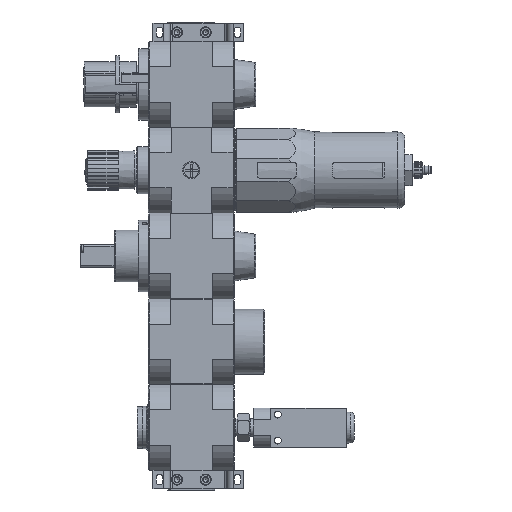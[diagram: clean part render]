
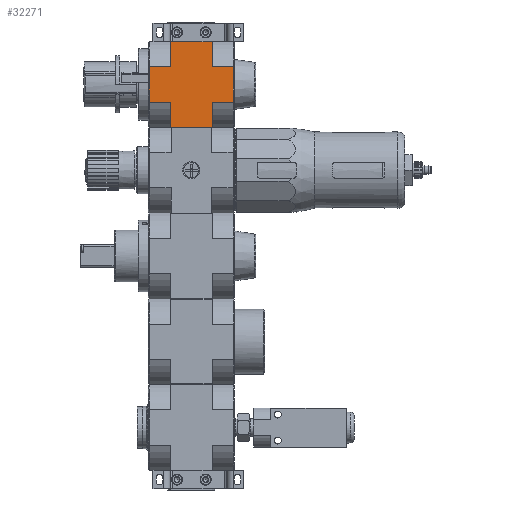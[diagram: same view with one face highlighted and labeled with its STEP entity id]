
A CAD part, left-side view. The second image highlights one B-rep face of the part: STEP entity #32271.
In plain terms, the highlighted face is planar.
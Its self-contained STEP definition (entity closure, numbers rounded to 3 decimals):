
#4599=ORIENTED_EDGE('',*,*,#13381,.T.);
#4600=ORIENTED_EDGE('',*,*,#13382,.F.);
#4601=ORIENTED_EDGE('',*,*,#13383,.T.);
#4602=ORIENTED_EDGE('',*,*,#13365,.T.);
#4603=ORIENTED_EDGE('',*,*,#13384,.F.);
#4604=ORIENTED_EDGE('',*,*,#13385,.F.);
#4605=ORIENTED_EDGE('',*,*,#13386,.F.);
#4606=ORIENTED_EDGE('',*,*,#13387,.F.);
#4607=ORIENTED_EDGE('',*,*,#13388,.F.);
#4608=ORIENTED_EDGE('',*,*,#13373,.T.);
#4609=ORIENTED_EDGE('',*,*,#13389,.T.);
#4610=ORIENTED_EDGE('',*,*,#13390,.F.);
#13365=EDGE_CURVE('',#17815,#17814,#20775,.T.);
#13373=EDGE_CURVE('',#17822,#17821,#20780,.T.);
#13381=EDGE_CURVE('',#17828,#17829,#20788,.T.);
#13382=EDGE_CURVE('',#17830,#17829,#20789,.F.);
#13383=EDGE_CURVE('',#17830,#17815,#20790,.T.);
#13384=EDGE_CURVE('',#17831,#17814,#20791,.T.);
#13385=EDGE_CURVE('',#17832,#17831,#20792,.F.);
#13386=EDGE_CURVE('',#17833,#17832,#20793,.T.);
#13387=EDGE_CURVE('',#17834,#17833,#20794,.T.);
#13388=EDGE_CURVE('',#17822,#17834,#20795,.T.);
#13389=EDGE_CURVE('',#17821,#17835,#20796,.T.);
#13390=EDGE_CURVE('',#17828,#17835,#20797,.T.);
#17814=VERTEX_POINT('',#61452);
#17815=VERTEX_POINT('',#61454);
#17821=VERTEX_POINT('',#61468);
#17822=VERTEX_POINT('',#61470);
#17828=VERTEX_POINT('',#61485);
#17829=VERTEX_POINT('',#61486);
#17830=VERTEX_POINT('',#61488);
#17831=VERTEX_POINT('',#61491);
#17832=VERTEX_POINT('',#61493);
#17833=VERTEX_POINT('',#61495);
#17834=VERTEX_POINT('',#61497);
#17835=VERTEX_POINT('',#61500);
#20775=LINE('',#61453,#23364);
#20780=LINE('',#61469,#23369);
#20788=LINE('',#61484,#23377);
#20789=LINE('',#61487,#23378);
#20790=LINE('',#61489,#23379);
#20791=LINE('',#61490,#23380);
#20792=LINE('',#61492,#23381);
#20793=LINE('',#61494,#23382);
#20794=LINE('',#61496,#23383);
#20795=LINE('',#61498,#23384);
#20796=LINE('',#61499,#23385);
#20797=LINE('',#61501,#23386);
#23364=VECTOR('',#51164,1000.);
#23369=VECTOR('',#51177,1000.);
#23377=VECTOR('',#51187,1000.);
#23378=VECTOR('',#51188,1000.);
#23379=VECTOR('',#51189,1000.);
#23380=VECTOR('',#51190,1000.);
#23381=VECTOR('',#51191,1000.);
#23382=VECTOR('',#51192,1000.);
#23383=VECTOR('',#51193,1000.);
#23384=VECTOR('',#51194,1000.);
#23385=VECTOR('',#51195,1000.);
#23386=VECTOR('',#51196,1000.);
#25912=EDGE_LOOP('',(#4599,#4600,#4601,#4602,#4603,#4604,#4605,#4606,#4607,
#4608,#4609,#4610));
#28545=FACE_BOUND('',#25912,.T.);
#30947=PLANE('',#46247);
#32271=ADVANCED_FACE('',(#28545),#30947,.T.);
#46247=AXIS2_PLACEMENT_3D('',#61483,#51185,#51186);
#51164=DIRECTION('',(0.,-1.,0.));
#51177=DIRECTION('',(0.,1.,0.));
#51185=DIRECTION('',(0.,0.,1.));
#51186=DIRECTION('',(1.,0.,0.));
#51187=DIRECTION('',(-1.,0.,0.));
#51188=DIRECTION('',(0.,-1.,0.));
#51189=DIRECTION('',(-1.,0.,0.));
#51190=DIRECTION('',(-1.,0.,0.));
#51191=DIRECTION('',(0.,-1.,0.));
#51192=DIRECTION('',(-1.,0.,0.));
#51193=DIRECTION('',(0.,-1.,0.));
#51194=DIRECTION('',(-1.,0.,0.));
#51195=DIRECTION('',(-1.,0.,0.));
#51196=DIRECTION('',(0.,-1.,0.));
#61452=CARTESIAN_POINT('',(-33.,-16.,33.));
#61453=CARTESIAN_POINT('',(-33.,32.2,33.));
#61454=CARTESIAN_POINT('',(-33.,16.,33.));
#61468=CARTESIAN_POINT('',(33.,16.,33.));
#61469=CARTESIAN_POINT('',(33.,-32.2,33.));
#61470=CARTESIAN_POINT('',(33.,-16.,33.));
#61483=CARTESIAN_POINT('',(0.,0.,33.));
#61484=CARTESIAN_POINT('',(33.,32.2,33.));
#61485=CARTESIAN_POINT('',(13.75,32.2,33.));
#61486=CARTESIAN_POINT('',(-13.75,32.2,33.));
#61487=CARTESIAN_POINT('',(-13.75,50.,33.));
#61488=CARTESIAN_POINT('',(-13.75,16.,33.));
#61489=CARTESIAN_POINT('',(0.,16.,33.));
#61490=CARTESIAN_POINT('',(0.,-16.,33.));
#61491=CARTESIAN_POINT('',(-13.75,-16.,33.));
#61492=CARTESIAN_POINT('',(-13.75,-16.,33.));
#61493=CARTESIAN_POINT('',(-13.75,-32.2,33.));
#61494=CARTESIAN_POINT('',(33.,-32.2,33.));
#61495=CARTESIAN_POINT('',(13.75,-32.2,33.));
#61496=CARTESIAN_POINT('',(13.75,-16.,33.));
#61497=CARTESIAN_POINT('',(13.75,-16.,33.));
#61498=CARTESIAN_POINT('',(0.,-16.,33.));
#61499=CARTESIAN_POINT('',(0.,16.,33.));
#61500=CARTESIAN_POINT('',(13.75,16.,33.));
#61501=CARTESIAN_POINT('',(13.75,50.,33.));
